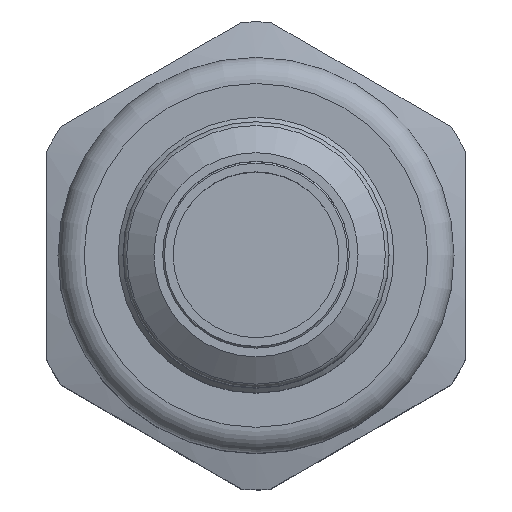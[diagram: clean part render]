
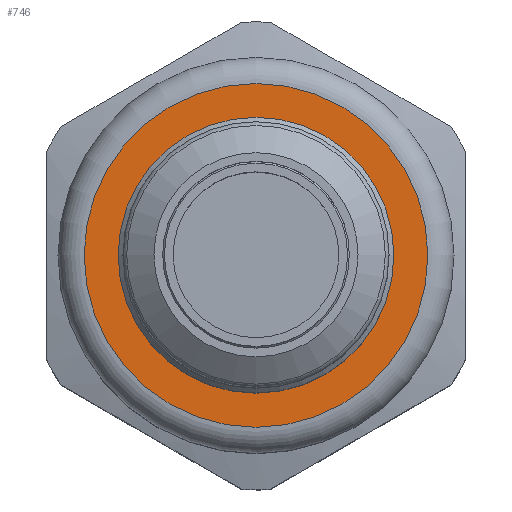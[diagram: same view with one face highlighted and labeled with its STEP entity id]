
A CAD part, top view. The second image highlights one B-rep face of the part: STEP entity #746.
In plain terms, the highlighted planar face has unit normal (0, 0, 1).
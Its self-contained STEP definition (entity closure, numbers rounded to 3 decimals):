
#179=FACE_BOUND('',#252,.T.);
#200=FACE_OUTER_BOUND('',#251,.T.);
#251=EDGE_LOOP('',(#568));
#252=EDGE_LOOP('',(#569));
#303=CIRCLE('',#835,7.9);
#307=CIRCLE('',#841,9.85);
#357=VERTEX_POINT('',#1206);
#361=VERTEX_POINT('',#1218);
#433=EDGE_CURVE('',#357,#357,#303,.T.);
#438=EDGE_CURVE('',#361,#361,#307,.T.);
#568=ORIENTED_EDGE('',*,*,#438,.F.);
#569=ORIENTED_EDGE('',*,*,#433,.T.);
#719=PLANE('',#840);
#746=ADVANCED_FACE('',(#200,#179),#719,.F.);
#835=AXIS2_PLACEMENT_3D('',#1208,#987,#988);
#840=AXIS2_PLACEMENT_3D('',#1217,#998,#999);
#841=AXIS2_PLACEMENT_3D('',#1219,#1000,#1001);
#987=DIRECTION('center_axis',(0.,0.,-1.));
#988=DIRECTION('ref_axis',(1.,0.,0.));
#998=DIRECTION('center_axis',(0.,0.,-1.));
#999=DIRECTION('ref_axis',(-1.,0.,0.));
#1000=DIRECTION('center_axis',(0.,0.,-1.));
#1001=DIRECTION('ref_axis',(0.,-1.,0.));
#1206=CARTESIAN_POINT('',(0.,-7.9,10.2));
#1208=CARTESIAN_POINT('Origin',(0.,0.,10.2));
#1217=CARTESIAN_POINT('Origin',(0.,7.9,10.2));
#1218=CARTESIAN_POINT('',(9.85,0.,10.2));
#1219=CARTESIAN_POINT('Origin',(0.,0.,10.2));
